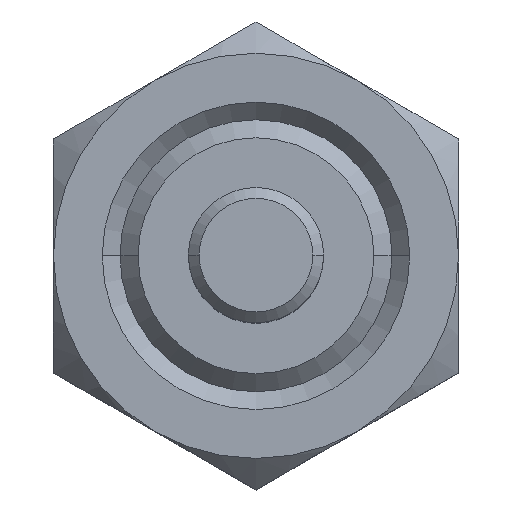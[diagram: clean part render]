
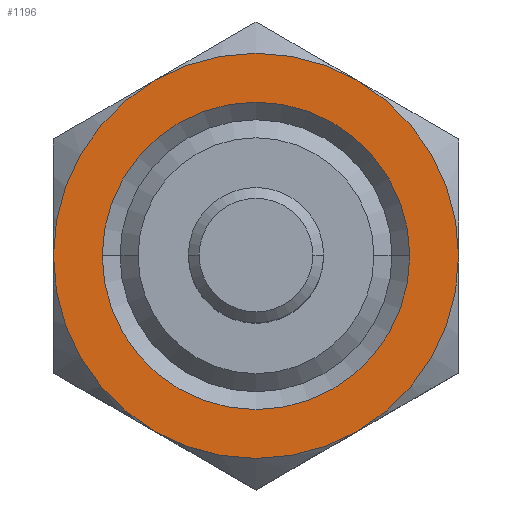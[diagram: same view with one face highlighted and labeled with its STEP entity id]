
A CAD part, top view. The second image highlights one B-rep face of the part: STEP entity #1196.
In plain terms, the highlighted planar face has unit normal (0, 0, 1).
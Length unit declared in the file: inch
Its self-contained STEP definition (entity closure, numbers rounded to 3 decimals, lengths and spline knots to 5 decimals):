
#19 = FACE_OUTER_BOUND ( 'NONE', #1641, .T. ) ;
#37 = CIRCLE ( 'NONE', #1619, 0.28 ) ;
#61 = CIRCLE ( 'NONE', #1514, 0.28 ) ;
#130 = EDGE_CURVE ( 'NONE', #1168, #1212, #61, .T. ) ;
#135 = VERTEX_POINT ( 'NONE', #836 ) ;
#179 = ORIENTED_EDGE ( 'NONE', *, *, #130, .F. ) ;
#205 = PLANE ( 'NONE',  #516 ) ;
#223 = DIRECTION ( 'NONE',  ( 0., 0., -1. ) ) ;
#260 = AXIS2_PLACEMENT_3D ( 'NONE', #1637, #443, #1821 ) ;
#302 = EDGE_CURVE ( 'NONE', #338, #2052, #807, .T. ) ;
#303 = CARTESIAN_POINT ( 'NONE',  ( -0.2125, 0., 0.11 ) ) ;
#310 = AXIS2_PLACEMENT_3D ( 'NONE', #1411, #223, #1622 ) ;
#338 = VERTEX_POINT ( 'NONE', #1226 ) ;
#345 = CARTESIAN_POINT ( 'NONE',  ( 0., 0., 0.11 ) ) ;
#408 = DIRECTION ( 'NONE',  ( -1., 0., 0. ) ) ;
#417 = CARTESIAN_POINT ( 'NONE',  ( 0.14, -0.24249, 0.11 ) ) ;
#443 = DIRECTION ( 'NONE',  ( 0., 0., -1. ) ) ;
#451 = DIRECTION ( 'NONE',  ( 0., 0., -1. ) ) ;
#460 = CARTESIAN_POINT ( 'NONE',  ( 0.28, 0., 0.11 ) ) ;
#484 = FACE_BOUND ( 'NONE', #777, .T. ) ;
#516 = AXIS2_PLACEMENT_3D ( 'NONE', #2163, #1603, #408 ) ;
#538 = DIRECTION ( 'NONE',  ( 0., 0., -1. ) ) ;
#549 = DIRECTION ( 'NONE',  ( -1., 0., 0. ) ) ;
#564 = ORIENTED_EDGE ( 'NONE', *, *, #1318, .F. ) ;
#568 = DIRECTION ( 'NONE',  ( 0., 0., -1. ) ) ;
#653 = DIRECTION ( 'NONE',  ( 0., 0., -1. ) ) ;
#692 = CARTESIAN_POINT ( 'NONE',  ( -0.28, 0., 0.11 ) ) ;
#715 = VERTEX_POINT ( 'NONE', #1404 ) ;
#719 = DIRECTION ( 'NONE',  ( 0., 0., 1. ) ) ;
#777 = EDGE_LOOP ( 'NONE', ( #1962, #1198 ) ) ;
#807 = CIRCLE ( 'NONE', #260, 0.28 ) ;
#809 = VERTEX_POINT ( 'NONE', #303 ) ;
#825 = CIRCLE ( 'NONE', #1712, 0.28 ) ;
#836 = CARTESIAN_POINT ( 'NONE',  ( 0.2125, 0., 0.11 ) ) ;
#896 = ORIENTED_EDGE ( 'NONE', *, *, #1692, .F. ) ;
#897 = EDGE_CURVE ( 'NONE', #809, #135, #1847, .T. ) ;
#960 = VERTEX_POINT ( 'NONE', #692 ) ;
#1023 = ORIENTED_EDGE ( 'NONE', *, *, #302, .F. ) ;
#1037 = CIRCLE ( 'NONE', #1535, 0.28 ) ;
#1168 = VERTEX_POINT ( 'NONE', #460 ) ;
#1186 = ORIENTED_EDGE ( 'NONE', *, *, #1506, .T. ) ;
#1196 = ADVANCED_FACE ( 'NONE', ( #484, #19 ), #205, .F. ) ;
#1198 = ORIENTED_EDGE ( 'NONE', *, *, #897, .T. ) ;
#1212 = VERTEX_POINT ( 'NONE', #417 ) ;
#1226 = CARTESIAN_POINT ( 'NONE',  ( -0.14, 0.24249, 0.11 ) ) ;
#1318 = EDGE_CURVE ( 'NONE', #1212, #715, #825, .T. ) ;
#1404 = CARTESIAN_POINT ( 'NONE',  ( -0.14, -0.24249, 0.11 ) ) ;
#1411 = CARTESIAN_POINT ( 'NONE',  ( 0., 0., 0.11 ) ) ;
#1506 = EDGE_CURVE ( 'NONE', #1168, #2052, #1037, .T. ) ;
#1514 = AXIS2_PLACEMENT_3D ( 'NONE', #1826, #653, #2015 ) ;
#1535 = AXIS2_PLACEMENT_3D ( 'NONE', #1893, #719, #2081 ) ;
#1603 = DIRECTION ( 'NONE',  ( 0., 0., -1. ) ) ;
#1619 = AXIS2_PLACEMENT_3D ( 'NONE', #345, #1734, #549 ) ;
#1622 = DIRECTION ( 'NONE',  ( -1., 0., 0. ) ) ;
#1637 = CARTESIAN_POINT ( 'NONE',  ( 0., 0., 0.11 ) ) ;
#1641 = EDGE_LOOP ( 'NONE', ( #896, #1957, #564, #179, #1186, #1023 ) ) ;
#1649 = CARTESIAN_POINT ( 'NONE',  ( 0., 0., 0.11 ) ) ;
#1692 = EDGE_CURVE ( 'NONE', #960, #338, #37, .T. ) ;
#1712 = AXIS2_PLACEMENT_3D ( 'NONE', #1649, #451, #1829 ) ;
#1722 = CARTESIAN_POINT ( 'NONE',  ( 0., 0., 0.11 ) ) ;
#1730 = AXIS2_PLACEMENT_3D ( 'NONE', #1748, #568, #1941 ) ;
#1734 = DIRECTION ( 'NONE',  ( 0., 0., -1. ) ) ;
#1748 = CARTESIAN_POINT ( 'NONE',  ( 0., 0., 0.11 ) ) ;
#1749 = CIRCLE ( 'NONE', #1730, 0.28 ) ;
#1821 = DIRECTION ( 'NONE',  ( -1., 0., 0. ) ) ;
#1826 = CARTESIAN_POINT ( 'NONE',  ( 0., 0., 0.11 ) ) ;
#1829 = DIRECTION ( 'NONE',  ( -1., 0., 0. ) ) ;
#1847 = CIRCLE ( 'NONE', #2449, 0.2125 ) ;
#1893 = CARTESIAN_POINT ( 'NONE',  ( 0., 0., 0.11 ) ) ;
#1915 = DIRECTION ( 'NONE',  ( -1., 0., 0. ) ) ;
#1941 = DIRECTION ( 'NONE',  ( -1., 0., 0. ) ) ;
#1957 = ORIENTED_EDGE ( 'NONE', *, *, #2364, .F. ) ;
#1962 = ORIENTED_EDGE ( 'NONE', *, *, #2064, .T. ) ;
#2015 = DIRECTION ( 'NONE',  ( -1., 0., 0. ) ) ;
#2052 = VERTEX_POINT ( 'NONE', #2174 ) ;
#2064 = EDGE_CURVE ( 'NONE', #135, #809, #2314, .T. ) ;
#2081 = DIRECTION ( 'NONE',  ( 1., 0., 0. ) ) ;
#2163 = CARTESIAN_POINT ( 'NONE',  ( 0., 0.32332, 0.11 ) ) ;
#2174 = CARTESIAN_POINT ( 'NONE',  ( 0.14, 0.24249, 0.11 ) ) ;
#2314 = CIRCLE ( 'NONE', #310, 0.2125 ) ;
#2364 = EDGE_CURVE ( 'NONE', #715, #960, #1749, .T. ) ;
#2449 = AXIS2_PLACEMENT_3D ( 'NONE', #1722, #538, #1915 ) ;
